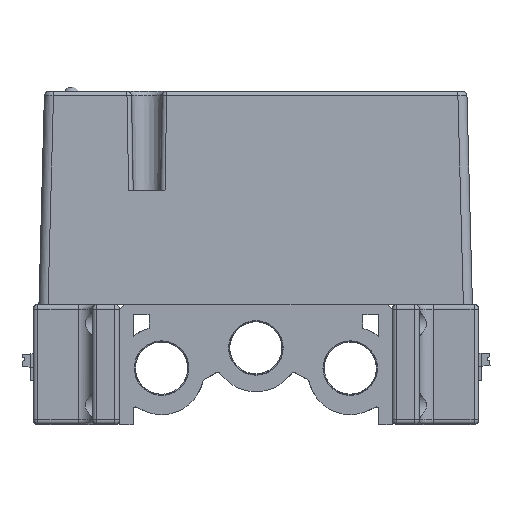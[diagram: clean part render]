
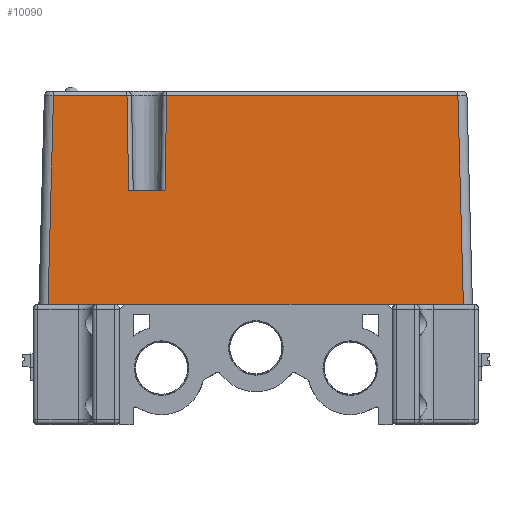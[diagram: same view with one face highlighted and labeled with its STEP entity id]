
A CAD part, front view. The second image highlights one B-rep face of the part: STEP entity #10090.
In plain terms, the highlighted planar face has unit normal (0, -1, 0.026).
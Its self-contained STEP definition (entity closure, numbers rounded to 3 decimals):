
#4758=FACE_OUTER_BOUND('',#45238,.T.);
#10090=ADVANCED_FACE('',(#4758),#15403,.T.);
#15403=PLANE('',#112935);
#18733=LINE('',#149969,#30693);
#21187=LINE('',#157497,#33147);
#21519=LINE('',#158394,#33479);
#21520=LINE('',#158397,#33480);
#21521=LINE('',#158399,#33481);
#21522=LINE('',#158401,#33482);
#21523=LINE('',#158403,#33483);
#21524=LINE('',#158405,#33484);
#21525=LINE('',#158407,#33485);
#21526=LINE('',#158408,#33486);
#30693=VECTOR('',#120037,1.);
#33147=VECTOR('',#125717,1.);
#33479=VECTOR('',#126363,1.);
#33480=VECTOR('',#126364,1.);
#33481=VECTOR('',#126365,1.);
#33482=VECTOR('',#126366,1.);
#33483=VECTOR('',#126367,1.);
#33484=VECTOR('',#126368,1.);
#33485=VECTOR('',#126369,1.);
#33486=VECTOR('',#126370,1.);
#45238=EDGE_LOOP('',(#57635,#57636,#57637,#57638,#57639,#57640,#57641,#57642,
#57643,#57644));
#57635=ORIENTED_EDGE('',*,*,#96481,.T.);
#57636=ORIENTED_EDGE('',*,*,#96482,.T.);
#57637=ORIENTED_EDGE('',*,*,#96483,.F.);
#57638=ORIENTED_EDGE('',*,*,#96484,.T.);
#57639=ORIENTED_EDGE('',*,*,#96485,.T.);
#57640=ORIENTED_EDGE('',*,*,#96486,.T.);
#57641=ORIENTED_EDGE('',*,*,#96487,.T.);
#57642=ORIENTED_EDGE('',*,*,#96039,.T.);
#57643=ORIENTED_EDGE('',*,*,#92948,.T.);
#57644=ORIENTED_EDGE('',*,*,#96488,.T.);
#82285=VERTEX_POINT('',#149968);
#82286=VERTEX_POINT('',#149970);
#84315=VERTEX_POINT('',#157498);
#84723=VERTEX_POINT('',#158395);
#84724=VERTEX_POINT('',#158396);
#84725=VERTEX_POINT('',#158398);
#84726=VERTEX_POINT('',#158400);
#84727=VERTEX_POINT('',#158402);
#84728=VERTEX_POINT('',#158404);
#84729=VERTEX_POINT('',#158406);
#92948=EDGE_CURVE('',#82286,#82285,#18733,.T.);
#96039=EDGE_CURVE('',#84315,#82286,#21187,.T.);
#96481=EDGE_CURVE('',#84723,#84724,#21519,.T.);
#96482=EDGE_CURVE('',#84724,#84725,#21520,.T.);
#96483=EDGE_CURVE('',#84726,#84725,#21521,.T.);
#96484=EDGE_CURVE('',#84726,#84727,#21522,.T.);
#96485=EDGE_CURVE('',#84727,#84728,#21523,.T.);
#96486=EDGE_CURVE('',#84728,#84729,#21524,.T.);
#96487=EDGE_CURVE('',#84729,#84315,#21525,.T.);
#96488=EDGE_CURVE('',#82285,#84723,#21526,.T.);
#112935=AXIS2_PLACEMENT_3D('',#158409,#126371,#126372);
#120037=DIRECTION('',(1.,0.,0.));
#125717=DIRECTION('',(1.,0.,0.));
#126363=DIRECTION('',(-1.,0.,0.));
#126364=DIRECTION('',(-0.017,-0.026,-1.));
#126365=DIRECTION('',(1.,0.,0.));
#126366=DIRECTION('',(-0.017,0.026,1.));
#126367=DIRECTION('',(-1.,0.,0.));
#126368=DIRECTION('',(-0.026,-0.026,-0.999));
#126369=DIRECTION('',(1.,0.,0.));
#126370=DIRECTION('',(-0.026,0.026,0.999));
#126371=DIRECTION('',(0.,-1.,0.026));
#126372=DIRECTION('',(0.,-0.026,-1.));
#149968=CARTESIAN_POINT('',(895.686,-1316.826,-0.1));
#149969=CARTESIAN_POINT('',(880.05,-1316.826,-0.1));
#149970=CARTESIAN_POINT('',(881.05,-1316.826,-0.1));
#157497=CARTESIAN_POINT('',(880.05,-1316.826,-0.1));
#157498=CARTESIAN_POINT('',(819.05,-1316.826,-0.1));
#158394=CARTESIAN_POINT('',(829.05,-1315.624,45.826));
#158395=CARTESIAN_POINT('',(894.484,-1315.624,45.826));
#158396=CARTESIAN_POINT('',(830.415,-1315.624,45.826));
#158397=CARTESIAN_POINT('',(830.049,-1316.172,24.883));
#158398=CARTESIAN_POINT('',(830.05,-1316.172,24.9));
#158399=CARTESIAN_POINT('',(826.05,-1316.172,24.9));
#158400=CARTESIAN_POINT('',(822.05,-1316.172,24.9));
#158401=CARTESIAN_POINT('',(821.685,-1315.624,45.809));
#158402=CARTESIAN_POINT('',(821.685,-1315.624,45.826));
#158403=CARTESIAN_POINT('',(805.542,-1315.624,45.826));
#158404=CARTESIAN_POINT('',(805.516,-1315.624,45.826));
#158405=CARTESIAN_POINT('',(804.345,-1316.795,1.095));
#158406=CARTESIAN_POINT('',(804.314,-1316.826,-0.1));
#158407=CARTESIAN_POINT('',(880.05,-1316.826,-0.1));
#158408=CARTESIAN_POINT('',(895.655,-1316.795,1.095));
#158409=CARTESIAN_POINT('',(850.,-1316.826,-0.1));
